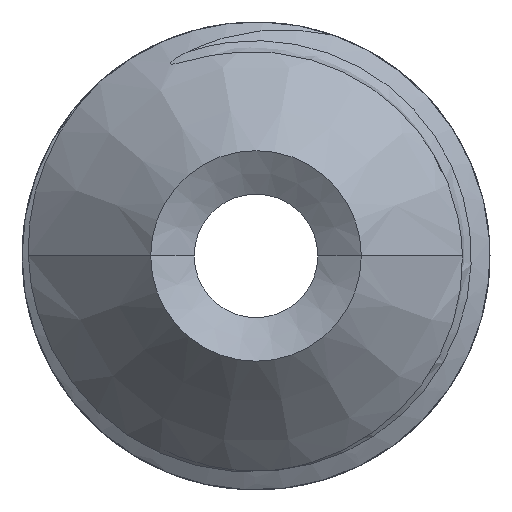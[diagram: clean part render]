
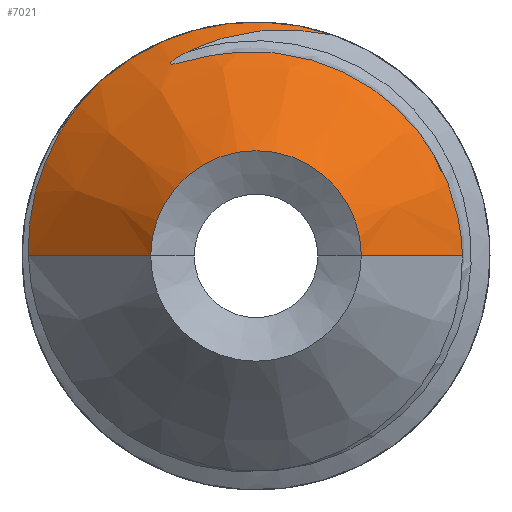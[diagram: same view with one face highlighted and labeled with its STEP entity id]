
A CAD part, left-side view. The second image highlights one B-rep face of the part: STEP entity #7021.
In plain terms, the highlighted conical face has half-angle 45 degrees and reference radius 1.812 mm.
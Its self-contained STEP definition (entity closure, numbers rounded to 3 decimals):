
#1190=CARTESIAN_POINT('',(1.375,0.,0.));
#1191=DIRECTION('',(1.,0.,0.));
#1192=DIRECTION('',(0.,0.667,0.745));
#1193=AXIS2_PLACEMENT_3D('',#1190,#1191,#1192);
#2979=CARTESIAN_POINT('',(1.307,2.432,0.));
#2980=CARTESIAN_POINT('',(1.311,2.436,0.113));
#2981=CARTESIAN_POINT('',(1.318,2.428,0.341));
#2982=CARTESIAN_POINT('',(1.33,2.366,0.684));
#2983=CARTESIAN_POINT('',(1.341,2.256,1.017));
#2984=CARTESIAN_POINT('',(1.353,2.101,1.328));
#2985=CARTESIAN_POINT('',(1.364,1.907,1.612));
#2986=CARTESIAN_POINT('',(1.371,1.751,1.782));
#2987=CARTESIAN_POINT('',(1.375,1.668,1.862));
#2994=DIRECTION('',(0.707,0.707,0.));
#2995=VECTOR('',#2994,1.849);
#2996=CARTESIAN_POINT('',(0.,1.125,0.));
#2997=LINE('',#2996,#2995);
#2998=DIRECTION('',(0.707,-0.707,0.));
#2999=VECTOR('',#2998,1.528);
#3000=CARTESIAN_POINT('',(0.,-1.125,0.));
#3001=LINE('',#3000,#2999);
#3002=CARTESIAN_POINT('',(0.,0.,0.));
#3003=DIRECTION('',(1.,0.,0.));
#3004=DIRECTION('',(0.,1.,0.));
#3005=AXIS2_PLACEMENT_3D('',#3002,#3003,#3004);
#3007=CARTESIAN_POINT('',(1.375,-0.829,2.359));
#3008=CARTESIAN_POINT('',(1.362,-0.722,
2.382));
#3009=CARTESIAN_POINT('',(1.336,-0.507,
2.415));
#3010=CARTESIAN_POINT('',(1.296,-0.181,
2.421));
#3011=CARTESIAN_POINT('',(1.256,0.142,2.383));
#3012=CARTESIAN_POINT('',(1.215,0.452,2.303));
#3013=CARTESIAN_POINT('',(1.188,0.644,2.224));
#3014=CARTESIAN_POINT('',(1.175,0.737,2.179));
#3462=CARTESIAN_POINT('',(1.175,0.737,2.179));
#3463=CARTESIAN_POINT('',(1.174,0.744,2.175));
#3464=CARTESIAN_POINT('',(1.172,0.757,2.169));
#3465=CARTESIAN_POINT('',(1.169,0.776,2.159));
#3466=CARTESIAN_POINT('',(1.166,0.793,2.15));
#3467=CARTESIAN_POINT('',(1.163,0.808,2.141));
#3468=CARTESIAN_POINT('',(1.161,0.822,2.133));
#3469=CARTESIAN_POINT('',(1.158,0.835,2.125));
#3470=CARTESIAN_POINT('',(1.156,0.847,2.118));
#3471=CARTESIAN_POINT('',(1.153,0.858,2.11));
#3472=CARTESIAN_POINT('',(1.151,0.868,2.104));
#3473=CARTESIAN_POINT('',(1.148,0.877,2.097));
#3474=CARTESIAN_POINT('',(1.145,0.885,2.091));
#3475=CARTESIAN_POINT('',(1.143,0.893,2.084));
#3476=CARTESIAN_POINT('',(1.139,0.901,2.078));
#3477=CARTESIAN_POINT('',(1.136,0.908,2.071));
#3478=CARTESIAN_POINT('',(1.132,0.913,2.064));
#3479=CARTESIAN_POINT('',(1.127,0.916,2.058));
#3480=CARTESIAN_POINT('',(1.122,0.915,2.052));
#3481=CARTESIAN_POINT('',(1.117,0.909,2.049));
#3482=CARTESIAN_POINT('',(1.113,0.9,2.049));
#3483=CARTESIAN_POINT('',(1.11,0.892,2.049));
#3484=CARTESIAN_POINT('',(1.107,0.883,2.05));
#3485=CARTESIAN_POINT('',(1.105,0.873,2.052));
#3486=CARTESIAN_POINT('',(1.103,0.863,2.054));
#3487=CARTESIAN_POINT('',(1.101,0.851,2.056));
#3488=CARTESIAN_POINT('',(1.099,0.839,2.059));
#3489=CARTESIAN_POINT('',(1.096,0.826,2.062));
#3490=CARTESIAN_POINT('',(1.094,0.811,2.066));
#3491=CARTESIAN_POINT('',(1.093,0.796,2.07));
#3492=CARTESIAN_POINT('',(1.091,0.779,2.074));
#3493=CARTESIAN_POINT('',(1.089,0.762,2.079));
#3494=CARTESIAN_POINT('',(1.087,0.742,2.084));
#3495=CARTESIAN_POINT('',(1.085,0.72,2.089));
#3496=CARTESIAN_POINT('',(1.083,0.696,2.095));
#3497=CARTESIAN_POINT('',(1.081,0.67,2.102));
#3498=CARTESIAN_POINT('',(1.079,0.641,2.108));
#3499=CARTESIAN_POINT('',(1.077,0.611,2.115));
#3500=CARTESIAN_POINT('',(1.075,0.579,2.122));
#3501=CARTESIAN_POINT('',(1.073,0.546,2.129));
#3502=CARTESIAN_POINT('',(1.072,0.512,2.136));
#3503=CARTESIAN_POINT('',(1.07,0.477,2.143));
#3504=CARTESIAN_POINT('',(1.068,0.442,2.149));
#3505=CARTESIAN_POINT('',(1.067,0.407,2.154));
#3506=CARTESIAN_POINT('',(1.066,0.37,2.159));
#3507=CARTESIAN_POINT('',(1.064,0.332,2.164));
#3508=CARTESIAN_POINT('',(1.063,0.291,2.169));
#3509=CARTESIAN_POINT('',(1.062,0.246,2.173));
#3510=CARTESIAN_POINT('',(1.061,0.196,2.177));
#3511=CARTESIAN_POINT('',(1.059,0.141,2.18));
#3512=CARTESIAN_POINT('',(1.058,0.08,2.182));
#3513=CARTESIAN_POINT('',(1.057,0.012,2.182));
#3514=CARTESIAN_POINT('',(1.055,-0.064,
2.18));
#3515=CARTESIAN_POINT('',(1.054,-0.148,
2.175));
#3516=CARTESIAN_POINT('',(1.053,-0.241,
2.165));
#3517=CARTESIAN_POINT('',(1.052,-0.344,
2.151));
#3518=CARTESIAN_POINT('',(1.051,-0.457,
2.129));
#3519=CARTESIAN_POINT('',(1.051,-0.579,
2.099));
#3520=CARTESIAN_POINT('',(1.05,-0.708,
2.058));
#3521=CARTESIAN_POINT('',(1.05,-0.839,
2.008));
#3522=CARTESIAN_POINT('',(1.05,-0.977,
1.946));
#3523=CARTESIAN_POINT('',(1.051,-1.121,1.867));
#3524=CARTESIAN_POINT('',(1.052,-1.274,1.768));
#3525=CARTESIAN_POINT('',(1.053,-1.435,1.643));
#3526=CARTESIAN_POINT('',(1.055,-1.602,1.485));
#3527=CARTESIAN_POINT('',(1.058,-1.767,1.291));
#3528=CARTESIAN_POINT('',(1.061,-1.925,1.052));
#3529=CARTESIAN_POINT('',(1.066,-2.066,
0.757));
#3530=CARTESIAN_POINT('',(1.073,-2.174,
0.394));
#3531=CARTESIAN_POINT('',(1.078,-2.203,
0.134));
#3532=CARTESIAN_POINT('',(1.08,-2.205,
0.));
#3863=CARTESIAN_POINT('',(0.,1.125,0.));
#3864=CARTESIAN_POINT('',(1.307,2.432,0.));
#3865=VERTEX_POINT('',#3863);
#3866=VERTEX_POINT('',#3864);
#3867=CARTESIAN_POINT('',(0.,-1.125,0.));
#3868=CARTESIAN_POINT('',(1.08,-2.205,
0.));
#3869=VERTEX_POINT('',#3867);
#3870=VERTEX_POINT('',#3868);
#3903=CARTESIAN_POINT('',(1.375,1.668,1.862));
#3904=CARTESIAN_POINT('',(1.375,-0.829,2.359));
#3905=VERTEX_POINT('',#3903);
#3906=VERTEX_POINT('',#3904);
#3919=VERTEX_POINT('',#3014);
#7004=CARTESIAN_POINT('',(0.688,0.,0.));
#7005=DIRECTION('',(1.,0.,0.));
#7006=DIRECTION('',(0.,-1.,0.));
#7007=AXIS2_PLACEMENT_3D('',#7004,#7005,#7006);
#7008=CONICAL_SURFACE('',#7007,1.813,45.);
#7009=ORIENTED_EDGE('',*,*,#6992,.T.);
#7010=ORIENTED_EDGE('',*,*,#6982,.T.);
#7011=ORIENTED_EDGE('',*,*,#4246,.T.);
#7013=ORIENTED_EDGE('',*,*,#7012,.T.);
#7015=ORIENTED_EDGE('',*,*,#7014,.T.);
#7016=ORIENTED_EDGE('',*,*,#6996,.F.);
#7018=ORIENTED_EDGE('',*,*,#7017,.F.);
#7019=EDGE_LOOP('',(#7009,#7010,#7011,#7013,#7015,#7016,#7018));
#7020=FACE_OUTER_BOUND('',#7019,.F.);
#1194=CIRCLE('',#1193,2.5);
#2988=B_SPLINE_CURVE_WITH_KNOTS('',3,(#2979,#2980,#2981,#2982,#2983,#2984,#2985,
#2986,#2987),.UNSPECIFIED.,.F.,.F.,(4,1,1,1,1,1,4),(0.,0.167,
0.333,0.5,0.667,0.833,1.),
.UNSPECIFIED.);
#3006=CIRCLE('',#3005,1.125);
#3015=B_SPLINE_CURVE_WITH_KNOTS('',3,(#3007,#3008,#3009,#3010,#3011,#3012,#3013,
#3014),.UNSPECIFIED.,.F.,.F.,(4,1,1,1,1,4),(0.,0.2,0.4,0.6,0.8,1.),
.UNSPECIFIED.);
#3533=B_SPLINE_CURVE_WITH_KNOTS('',3,(#3462,#3463,#3464,#3465,#3466,#3467,#3468,
#3469,#3470,#3471,#3472,#3473,#3474,#3475,#3476,#3477,#3478,#3479,#3480,#3481,
#3482,#3483,#3484,#3485,#3486,#3487,#3488,#3489,#3490,#3491,#3492,#3493,#3494,
#3495,#3496,#3497,#3498,#3499,#3500,#3501,#3502,#3503,#3504,#3505,#3506,#3507,
#3508,#3509,#3510,#3511,#3512,#3513,#3514,#3515,#3516,#3517,#3518,#3519,#3520,
#3521,#3522,#3523,#3524,#3525,#3526,#3527,#3528,#3529,#3530,#3531,#3532),
.UNSPECIFIED.,.F.,.F.,(4,1,1,1,1,1,1,1,1,1,1,1,1,1,1,1,1,1,1,1,1,1,1,1,1,1,1,1,
1,1,1,1,1,1,1,1,1,1,1,1,1,1,1,1,1,1,1,1,1,1,1,1,1,1,1,1,1,1,1,1,1,1,1,1,1,1,1,1,
4),(0.,0.015,0.029,0.044,
0.059,0.074,0.088,0.103,
0.118,0.132,0.147,0.162,
0.176,0.191,0.206,0.221,
0.235,0.25,0.265,0.279,0.294,
0.309,0.324,0.338,0.353,
0.368,0.382,0.397,0.412,
0.426,0.441,0.456,0.471,
0.485,0.5,0.515,0.529,0.544,
0.559,0.574,0.588,0.603,
0.618,0.632,0.647,0.662,
0.676,0.691,0.706,0.721,
0.735,0.75,0.765,0.779,0.794,
0.809,0.824,0.838,0.853,
0.868,0.882,0.897,0.912,
0.926,0.941,0.956,0.971,
0.985,1.),.UNSPECIFIED.);
#4246=EDGE_CURVE('',#3905,#3906,#1194,.T.);
#6982=EDGE_CURVE('',#3866,#3905,#2988,.T.);
#6992=EDGE_CURVE('',#3865,#3866,#2997,.T.);
#6996=EDGE_CURVE('',#3869,#3870,#3001,.T.);
#7012=EDGE_CURVE('',#3906,#3919,#3015,.T.);
#7014=EDGE_CURVE('',#3919,#3870,#3533,.T.);
#7017=EDGE_CURVE('',#3865,#3869,#3006,.T.);
#7021=ADVANCED_FACE('',(#7020),#7008,.T.);
